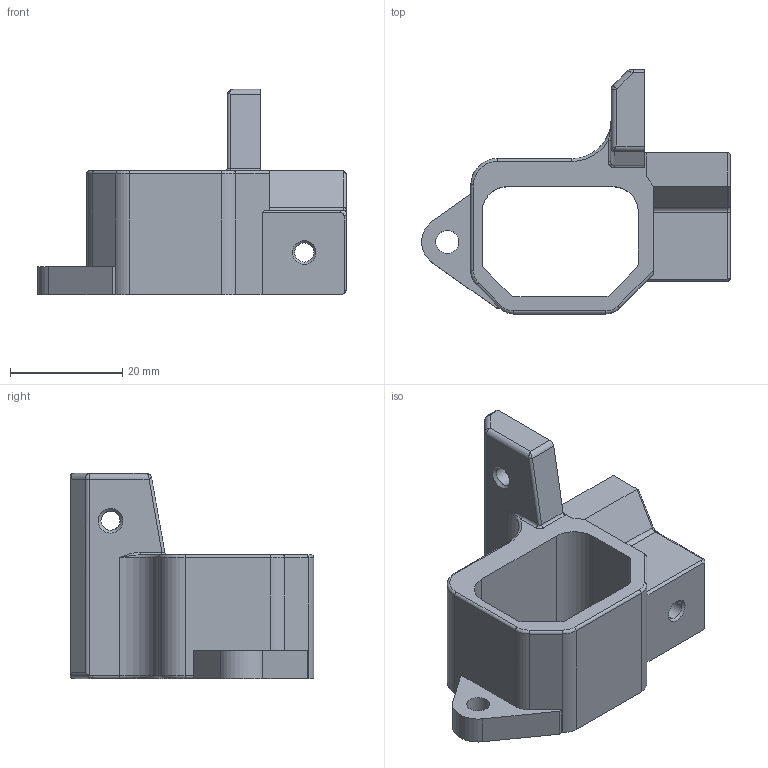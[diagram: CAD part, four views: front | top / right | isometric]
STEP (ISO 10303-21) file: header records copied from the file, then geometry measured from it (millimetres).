
FILE_DESCRIPTION(('HOOPS Exchange Step'),'2;1');
FILE_NAME('temp_export','2020-11-04T15:26:43-06:00',('mobile'),('Shapr3D Limited'),'HOOPS Exchange 2020.2','Shapr3D','Authorized');
FILE_SCHEMA( ('AP203_CONFIGURATION_CONTROLLED_3D_DESIGN_OF_MECHANICAL_PARTS_AND_ASSEMBLIES_MIM_LF') );
Length unit declared in the file: millimetre
Products named in the file (1): Inlet Foot
Bounding box: 54.94 x 43.39 x 36.54 mm (x, y, z)
Volume: 16611.5 mm3; surface area: 8086.6 mm2
Topology: 1 solids, 1 shells, 95 faces, 250 edges, 156 vertices
Faces by surface type: cylinder 38, plane 36, bspline 9, torus 8, cone 3, sphere 1
Full cylindrical faces by diameter (mm): 3.4 x1, 3.893 x1, 4.12 x1
Entity records: 3796 total; most frequent: CARTESIAN_POINT 1398, DIRECTION 504, ORIENTED_EDGE 496, EDGE_CURVE 248, AXIS2_PLACEMENT_3D 184, VERTEX_POINT 156, VECTOR 136, LINE 136
